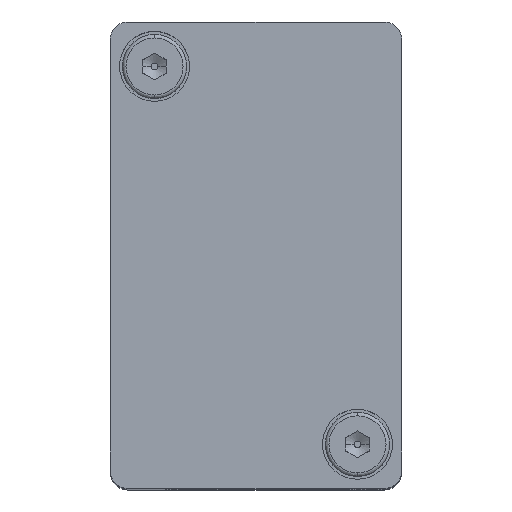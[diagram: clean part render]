
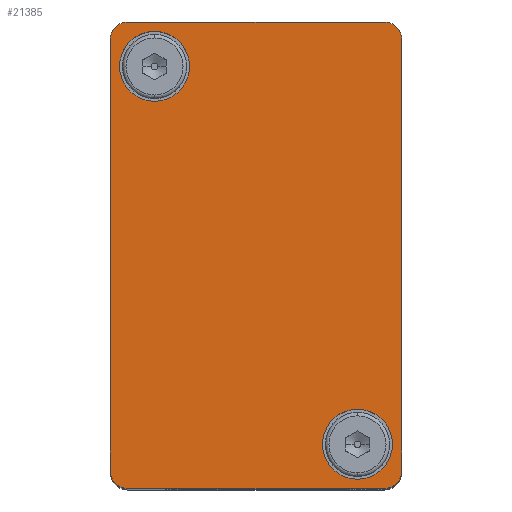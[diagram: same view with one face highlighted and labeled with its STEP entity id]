
A CAD part, top view. The second image highlights one B-rep face of the part: STEP entity #21385.
In plain terms, the highlighted face is planar.
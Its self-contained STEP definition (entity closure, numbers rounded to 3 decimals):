
#15313=CARTESIAN_POINT('',(7.2,14.75,15.2));
#15314=VERTEX_POINT('',#15313);
#15330=CARTESIAN_POINT('',(7.2,14.75,9.2));
#15331=VERTEX_POINT('',#15330);
#15338=CARTESIAN_POINT('',(7.2,14.75,12.2));
#15339=DIRECTION('',(0.0,-1.0,0.0));
#15340=DIRECTION('',(0.0,0.0,1.0));
#15341=AXIS2_PLACEMENT_3D('',#15338,#15339,#15340);
#15342=CIRCLE('',#15341,3.0);
#15343=EDGE_CURVE('',#15314,#15331,#15342,.T.);
#15355=CARTESIAN_POINT('',(-10.2,14.75,-17.2));
#15356=VERTEX_POINT('',#15355);
#15372=CARTESIAN_POINT('',(-10.2,14.75,-23.2));
#15373=VERTEX_POINT('',#15372);
#15380=CARTESIAN_POINT('',(-10.2,14.75,-20.2));
#15381=DIRECTION('',(0.0,-1.0,0.0));
#15382=DIRECTION('',(0.0,0.0,1.0));
#15383=AXIS2_PLACEMENT_3D('',#15380,#15381,#15382);
#15384=CIRCLE('',#15383,3.0);
#15385=EDGE_CURVE('',#15356,#15373,#15384,.T.);
#15397=CARTESIAN_POINT('',(-13.561,14.75,15.561));
#15398=VERTEX_POINT('',#15397);
#15414=CARTESIAN_POINT('',(-12.5,14.75,16.));
#15415=VERTEX_POINT('',#15414);
#15422=CARTESIAN_POINT('',(-12.5,14.75,14.5));
#15423=DIRECTION('',(0.0,-1.,0.0));
#15424=DIRECTION('',(-0.707,0.0,0.707));
#15425=AXIS2_PLACEMENT_3D('',#15422,#15423,#15424);
#15426=CIRCLE('',#15425,1.5);
#15427=EDGE_CURVE('',#15415,#15398,#15426,.T.);
#15439=CARTESIAN_POINT('',(-13.561,14.75,-23.561));
#15440=VERTEX_POINT('',#15439);
#15456=CARTESIAN_POINT('',(-14.0,14.75,-22.5));
#15457=VERTEX_POINT('',#15456);
#15464=CARTESIAN_POINT('',(-12.5,14.75,-22.5));
#15465=DIRECTION('',(0.0,-1.,0.0));
#15466=DIRECTION('',(-0.707,0.0,-0.707));
#15467=AXIS2_PLACEMENT_3D('',#15464,#15465,#15466);
#15468=CIRCLE('',#15467,1.5);
#15469=EDGE_CURVE('',#15457,#15440,#15468,.T.);
#15481=CARTESIAN_POINT('',(10.561,14.75,-23.561));
#15482=VERTEX_POINT('',#15481);
#15498=CARTESIAN_POINT('',(9.5,14.75,-24.0));
#15499=VERTEX_POINT('',#15498);
#15506=CARTESIAN_POINT('',(9.5,14.75,-22.5));
#15507=DIRECTION('',(0.0,-1.,0.0));
#15508=DIRECTION('',(0.707,0.0,-0.707));
#15509=AXIS2_PLACEMENT_3D('',#15506,#15507,#15508);
#15510=CIRCLE('',#15509,1.5);
#15511=EDGE_CURVE('',#15499,#15482,#15510,.T.);
#15523=CARTESIAN_POINT('',(10.561,14.75,15.561));
#15524=VERTEX_POINT('',#15523);
#15540=CARTESIAN_POINT('',(11.0,14.75,14.5));
#15541=VERTEX_POINT('',#15540);
#15548=CARTESIAN_POINT('',(9.5,14.75,14.5));
#15549=DIRECTION('',(0.0,-1.,0.0));
#15550=DIRECTION('',(0.707,0.0,0.707));
#15551=AXIS2_PLACEMENT_3D('',#15548,#15549,#15550);
#15552=CIRCLE('',#15551,1.5);
#15553=EDGE_CURVE('',#15541,#15524,#15552,.T.);
#21252=CARTESIAN_POINT('',(9.5,14.75,16.));
#21253=VERTEX_POINT('',#21252);
#21254=CARTESIAN_POINT('',(9.5,14.75,14.5));
#21255=DIRECTION('',(0.0,-1.,0.0));
#21256=DIRECTION('',(0.707,0.0,0.707));
#21257=AXIS2_PLACEMENT_3D('',#21254,#21255,#21256);
#21258=CIRCLE('',#21257,1.5);
#21259=EDGE_CURVE('',#15524,#21253,#21258,.T.);
#21285=CARTESIAN_POINT('',(9.5,14.75,16.));
#21286=DIRECTION('',(-1.0,0.0,0.0));
#21287=VECTOR('',#21286,22.0);
#21288=LINE('',#21285,#21287);
#21289=EDGE_CURVE('',#21253,#15415,#21288,.T.);
#21307=CARTESIAN_POINT('',(0.,14.75,0.));
#21308=DIRECTION('',(0.0,1.0,0.0));
#21309=DIRECTION('',(0.0,0.0,1.0));
#21310=AXIS2_PLACEMENT_3D('',#21307,#21308,#21309);
#21311=PLANE('',#21310);
#21312=ORIENTED_EDGE('',*,*,#15553,.F.);
#21313=CARTESIAN_POINT('',(11.0,14.75,-22.5));
#21314=VERTEX_POINT('',#21313);
#21315=CARTESIAN_POINT('',(11.0,14.75,-22.5));
#21316=DIRECTION('',(0.0,0.0,1.0));
#21317=VECTOR('',#21316,37.0);
#21318=LINE('',#21315,#21317);
#21319=EDGE_CURVE('',#21314,#15541,#21318,.T.);
#21320=ORIENTED_EDGE('',*,*,#21319,.F.);
#21321=CARTESIAN_POINT('',(9.5,14.75,-22.5));
#21322=DIRECTION('',(0.0,-1.,0.0));
#21323=DIRECTION('',(0.707,0.0,-0.707));
#21324=AXIS2_PLACEMENT_3D('',#21321,#21322,#21323);
#21325=CIRCLE('',#21324,1.5);
#21326=EDGE_CURVE('',#15482,#21314,#21325,.T.);
#21327=ORIENTED_EDGE('',*,*,#21326,.F.);
#21328=ORIENTED_EDGE('',*,*,#15511,.F.);
#21329=CARTESIAN_POINT('',(-12.5,14.75,-24.0));
#21330=VERTEX_POINT('',#21329);
#21331=CARTESIAN_POINT('',(-12.5,14.75,-24.0));
#21332=DIRECTION('',(1.0,0.0,0.0));
#21333=VECTOR('',#21332,22.0);
#21334=LINE('',#21331,#21333);
#21335=EDGE_CURVE('',#21330,#15499,#21334,.T.);
#21336=ORIENTED_EDGE('',*,*,#21335,.F.);
#21337=CARTESIAN_POINT('',(-12.5,14.75,-22.5));
#21338=DIRECTION('',(0.0,-1.,0.0));
#21339=DIRECTION('',(-0.707,0.0,-0.707));
#21340=AXIS2_PLACEMENT_3D('',#21337,#21338,#21339);
#21341=CIRCLE('',#21340,1.5);
#21342=EDGE_CURVE('',#15440,#21330,#21341,.T.);
#21343=ORIENTED_EDGE('',*,*,#21342,.F.);
#21344=ORIENTED_EDGE('',*,*,#15469,.F.);
#21345=CARTESIAN_POINT('',(-14.0,14.75,14.5));
#21346=VERTEX_POINT('',#21345);
#21347=CARTESIAN_POINT('',(-14.0,14.75,14.5));
#21348=DIRECTION('',(0.0,0.0,-1.0));
#21349=VECTOR('',#21348,37.0);
#21350=LINE('',#21347,#21349);
#21351=EDGE_CURVE('',#21346,#15457,#21350,.T.);
#21352=ORIENTED_EDGE('',*,*,#21351,.F.);
#21353=CARTESIAN_POINT('',(-12.5,14.75,14.5));
#21354=DIRECTION('',(0.0,-1.,0.0));
#21355=DIRECTION('',(-0.707,0.0,0.707));
#21356=AXIS2_PLACEMENT_3D('',#21353,#21354,#21355);
#21357=CIRCLE('',#21356,1.5);
#21358=EDGE_CURVE('',#15398,#21346,#21357,.T.);
#21359=ORIENTED_EDGE('',*,*,#21358,.F.);
#21360=ORIENTED_EDGE('',*,*,#15427,.F.);
#21361=ORIENTED_EDGE('',*,*,#21289,.F.);
#21362=ORIENTED_EDGE('',*,*,#21259,.F.);
#21363=EDGE_LOOP('',(#21312,#21320,#21327,#21328,#21336,#21343,#21344,#21352,#21359,#21360,#21361,#21362));
#21364=FACE_OUTER_BOUND('',#21363,.T.);
#21365=ORIENTED_EDGE('',*,*,#15385,.T.);
#21366=CARTESIAN_POINT('',(-10.2,14.75,-20.2));
#21367=DIRECTION('',(0.0,-1.0,0.0));
#21368=DIRECTION('',(0.0,0.0,1.0));
#21369=AXIS2_PLACEMENT_3D('',#21366,#21367,#21368);
#21370=CIRCLE('',#21369,3.0);
#21371=EDGE_CURVE('',#15373,#15356,#21370,.T.);
#21372=ORIENTED_EDGE('',*,*,#21371,.T.);
#21373=EDGE_LOOP('',(#21365,#21372));
#21374=FACE_BOUND('',#21373,.T.);
#21375=ORIENTED_EDGE('',*,*,#15343,.T.);
#21376=CARTESIAN_POINT('',(7.2,14.75,12.2));
#21377=DIRECTION('',(0.0,-1.0,0.0));
#21378=DIRECTION('',(0.0,0.0,1.0));
#21379=AXIS2_PLACEMENT_3D('',#21376,#21377,#21378);
#21380=CIRCLE('',#21379,3.0);
#21381=EDGE_CURVE('',#15331,#15314,#21380,.T.);
#21382=ORIENTED_EDGE('',*,*,#21381,.T.);
#21383=EDGE_LOOP('',(#21375,#21382));
#21384=FACE_BOUND('',#21383,.T.);
#21385=ADVANCED_FACE('',(#21364,#21374,#21384),#21311,.T.);
